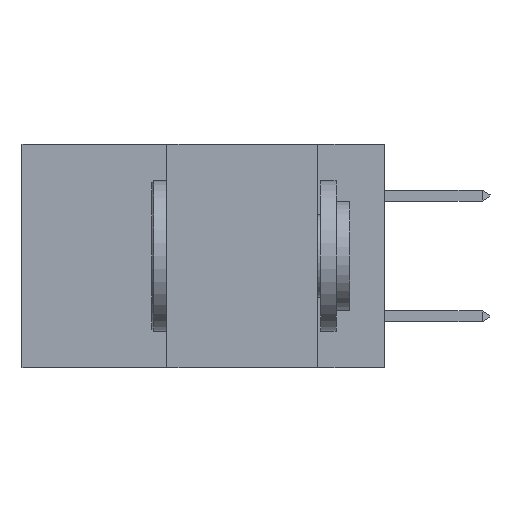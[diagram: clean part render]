
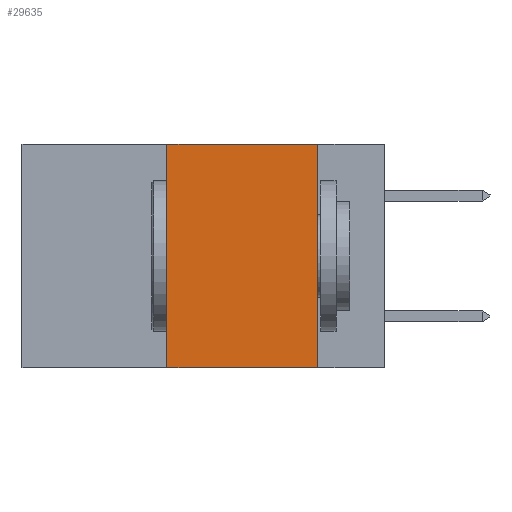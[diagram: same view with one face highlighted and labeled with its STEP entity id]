
A CAD part, left-side view. The second image highlights one B-rep face of the part: STEP entity #29635.
In plain terms, the highlighted planar face has unit normal (-1, 0, 0).
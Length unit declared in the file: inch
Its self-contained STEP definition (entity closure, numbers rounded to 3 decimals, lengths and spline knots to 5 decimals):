
#651 = VERTEX_POINT ( 'NONE', #11647 ) ;
#1290 = EDGE_CURVE ( 'NONE', #2553, #651, #27979, .T. ) ;
#1822 = VECTOR ( 'NONE', #15827, 39.37008 ) ;
#2553 = VERTEX_POINT ( 'NONE', #9253 ) ;
#3726 = EDGE_CURVE ( 'NONE', #651, #27788, #6094, .T. ) ;
#4121 = EDGE_LOOP ( 'NONE', ( #7595, #8486, #9279, #10182 ) ) ;
#6094 = LINE ( 'NONE', #24675, #17660 ) ;
#7595 = ORIENTED_EDGE ( 'NONE', *, *, #3726, .F. ) ;
#8486 = ORIENTED_EDGE ( 'NONE', *, *, #1290, .F. ) ;
#8791 = DIRECTION ( 'NONE',  ( 1., 0., 0. ) ) ;
#9253 = CARTESIAN_POINT ( 'NONE',  ( 0., 0.36, 0. ) ) ;
#9279 = ORIENTED_EDGE ( 'NONE', *, *, #29673, .F. ) ;
#9515 = CARTESIAN_POINT ( 'NONE',  ( 0., 0.6, -0.37 ) ) ;
#9905 = VECTOR ( 'NONE', #23370, 39.37008 ) ;
#10182 = ORIENTED_EDGE ( 'NONE', *, *, #26377, .T. ) ;
#11647 = CARTESIAN_POINT ( 'NONE',  ( 0., 0.11, 0. ) ) ;
#15165 = CARTESIAN_POINT ( 'NONE',  ( 0., 0.6, 0. ) ) ;
#15205 = DIRECTION ( 'NONE',  ( 0., -1., 0. ) ) ;
#15298 = CARTESIAN_POINT ( 'NONE',  ( 0., 0.36, -0.37 ) ) ;
#15827 = DIRECTION ( 'NONE',  ( 0., 0., 1. ) ) ;
#17124 = CARTESIAN_POINT ( 'NONE',  ( 0., 0.11, -0.37 ) ) ;
#17660 = VECTOR ( 'NONE', #29364, 39.37008 ) ;
#19532 = LINE ( 'NONE', #29743, #1822 ) ;
#20392 = VECTOR ( 'NONE', #15205, 39.37008 ) ;
#22401 = VERTEX_POINT ( 'NONE', #15298 ) ;
#22644 = CARTESIAN_POINT ( 'NONE',  ( 0., 0.6, 0. ) ) ;
#23370 = DIRECTION ( 'NONE',  ( 0., -1., 0. ) ) ;
#24675 = CARTESIAN_POINT ( 'NONE',  ( 0., 0.11, 0. ) ) ;
#24857 = PLANE ( 'NONE',  #26263 ) ;
#24958 = DIRECTION ( 'NONE',  ( 0., 0., -1. ) ) ;
#26263 = AXIS2_PLACEMENT_3D ( 'NONE', #22644, #8791, #24958 ) ;
#26377 = EDGE_CURVE ( 'NONE', #22401, #27788, #29124, .T. ) ;
#26415 = FACE_OUTER_BOUND ( 'NONE', #4121, .T. ) ;
#27788 = VERTEX_POINT ( 'NONE', #17124 ) ;
#27979 = LINE ( 'NONE', #15165, #20392 ) ;
#29124 = LINE ( 'NONE', #9515, #9905 ) ;
#29364 = DIRECTION ( 'NONE',  ( 0., 0., -1. ) ) ;
#29635 = ADVANCED_FACE ( 'NONE', ( #26415 ), #24857, .F. ) ;
#29673 = EDGE_CURVE ( 'NONE', #22401, #2553, #19532, .T. ) ;
#29743 = CARTESIAN_POINT ( 'NONE',  ( 0., 0.36, 0. ) ) ;
